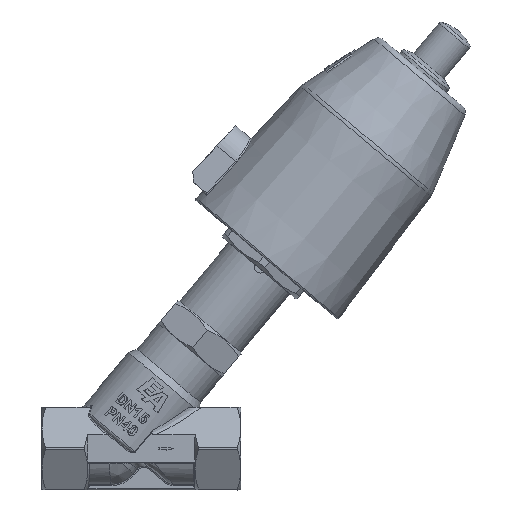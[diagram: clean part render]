
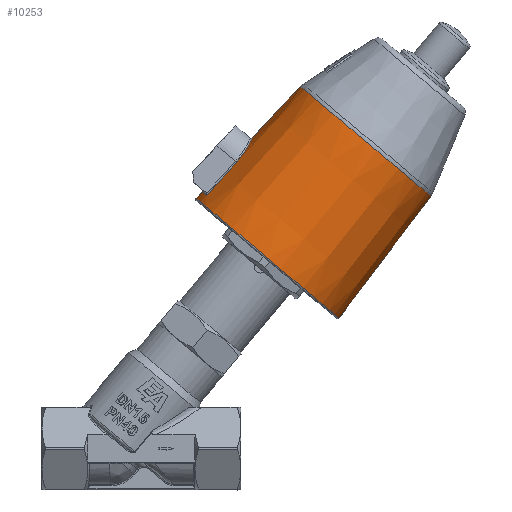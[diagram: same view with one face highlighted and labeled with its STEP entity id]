
A CAD part, top view. The second image highlights one B-rep face of the part: STEP entity #10253.
In plain terms, the highlighted conical face has half-angle 3 degrees and reference radius 29.163 mm.
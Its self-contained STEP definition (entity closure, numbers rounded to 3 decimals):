
#125=CONICAL_SURFACE('',#11197,29.163,0.052);
#698=B_SPLINE_CURVE_WITH_KNOTS('',3,(#40702,#40703,#40704,#40705),
 .UNSPECIFIED.,.F.,.F.,(4,4),(-1.856,-0.398),
 .UNSPECIFIED.);
#699=B_SPLINE_CURVE_WITH_KNOTS('',3,(#40707,#40708,#40709,#40710,#40711,
#40712,#40713),.UNSPECIFIED.,.F.,.F.,(4,1,1,1,4),(-1.517,-1.3,
-0.65,-0.433,0.),.UNSPECIFIED.);
#700=B_SPLINE_CURVE_WITH_KNOTS('',3,(#40722,#40723,#40724,#40725,#40726,
#40727,#40728),.UNSPECIFIED.,.F.,.F.,(4,1,1,1,4),(-3.034,-2.601,
-2.167,-1.734,-1.517),.UNSPECIFIED.);
#701=B_SPLINE_CURVE_WITH_KNOTS('',3,(#40730,#40731,#40732,#40733),
 .UNSPECIFIED.,.F.,.F.,(4,4),(-0.399,-0.391),
 .UNSPECIFIED.);
#1347=CIRCLE('',#11193,30.472);
#1348=CIRCLE('',#11194,30.472);
#1349=CIRCLE('',#11195,30.472);
#1351=CIRCLE('',#11198,30.318);
#1352=CIRCLE('',#11199,27.86);
#1353=CIRCLE('',#11200,27.86);
#1354=CIRCLE('',#11201,27.86);
#1355=CIRCLE('',#11202,30.318);
#1961=FACE_OUTER_BOUND('',#2588,.T.);
#2588=EDGE_LOOP('',(#9049,#9050,#9051,#9052,#9053,#9054,#9055,#9056,#9057,
#9058,#9059,#9060,#9061,#9062,#9063,#9064));
#3181=LINE('',#40698,#3739);
#3182=LINE('',#40715,#3740);
#3739=VECTOR('',#13282,29.163);
#3740=VECTOR('',#13285,29.163);
#4692=VERTEX_POINT('',#40688);
#4693=VERTEX_POINT('',#40690);
#4694=VERTEX_POINT('',#40692);
#4695=VERTEX_POINT('',#40697);
#4696=VERTEX_POINT('',#40699);
#4697=VERTEX_POINT('',#40701);
#4698=VERTEX_POINT('',#40706);
#4699=VERTEX_POINT('',#40714);
#4700=VERTEX_POINT('',#40716);
#4701=VERTEX_POINT('',#40718);
#4702=VERTEX_POINT('',#40721);
#4703=VERTEX_POINT('',#40729);
#6179=EDGE_CURVE('',#4692,#4693,#1347,.T.);
#6180=EDGE_CURVE('',#4693,#4694,#1348,.T.);
#6181=EDGE_CURVE('',#4694,#4692,#1349,.T.);
#6183=EDGE_CURVE('',#4693,#4695,#3181,.T.);
#6184=EDGE_CURVE('',#4696,#4695,#1351,.T.);
#6185=EDGE_CURVE('',#4697,#4696,#698,.T.);
#6186=EDGE_CURVE('',#4698,#4697,#699,.T.);
#6187=EDGE_CURVE('',#4698,#4699,#3182,.T.);
#6188=EDGE_CURVE('',#4700,#4699,#1352,.T.);
#6189=EDGE_CURVE('',#4701,#4700,#1353,.T.);
#6190=EDGE_CURVE('',#4699,#4701,#1354,.T.);
#6191=EDGE_CURVE('',#4702,#4698,#700,.T.);
#6192=EDGE_CURVE('',#4703,#4702,#701,.T.);
#6193=EDGE_CURVE('',#4695,#4703,#1355,.T.);
#9049=ORIENTED_EDGE('',*,*,#6181,.F.);
#9050=ORIENTED_EDGE('',*,*,#6180,.F.);
#9051=ORIENTED_EDGE('',*,*,#6183,.T.);
#9052=ORIENTED_EDGE('',*,*,#6184,.F.);
#9053=ORIENTED_EDGE('',*,*,#6185,.F.);
#9054=ORIENTED_EDGE('',*,*,#6186,.F.);
#9055=ORIENTED_EDGE('',*,*,#6187,.T.);
#9056=ORIENTED_EDGE('',*,*,#6188,.F.);
#9057=ORIENTED_EDGE('',*,*,#6189,.F.);
#9058=ORIENTED_EDGE('',*,*,#6190,.F.);
#9059=ORIENTED_EDGE('',*,*,#6187,.F.);
#9060=ORIENTED_EDGE('',*,*,#6191,.F.);
#9061=ORIENTED_EDGE('',*,*,#6192,.F.);
#9062=ORIENTED_EDGE('',*,*,#6193,.F.);
#9063=ORIENTED_EDGE('',*,*,#6183,.F.);
#9064=ORIENTED_EDGE('',*,*,#6179,.F.);
#10253=ADVANCED_FACE('',(#1961),#125,.T.);
#11193=AXIS2_PLACEMENT_3D('',#40691,#13272,#13273);
#11194=AXIS2_PLACEMENT_3D('',#40693,#13274,#13275);
#11195=AXIS2_PLACEMENT_3D('',#40694,#13276,#13277);
#11197=AXIS2_PLACEMENT_3D('',#40696,#13280,#13281);
#11198=AXIS2_PLACEMENT_3D('',#40700,#13283,#13284);
#11199=AXIS2_PLACEMENT_3D('',#40717,#13286,#13287);
#11200=AXIS2_PLACEMENT_3D('',#40719,#13288,#13289);
#11201=AXIS2_PLACEMENT_3D('',#40720,#13290,#13291);
#11202=AXIS2_PLACEMENT_3D('',#40734,#13292,#13293);
#13272=DIRECTION('center_axis',(0.,-1.,0.));
#13273=DIRECTION('ref_axis',(-1.,0.,0.));
#13274=DIRECTION('center_axis',(0.,-1.,0.));
#13275=DIRECTION('ref_axis',(-1.,0.,0.));
#13276=DIRECTION('center_axis',(0.,-1.,0.));
#13277=DIRECTION('ref_axis',(-1.,0.,0.));
#13280=DIRECTION('center_axis',(0.,-1.,0.));
#13281=DIRECTION('ref_axis',(1.,0.,0.));
#13282=DIRECTION('',(0.052,0.999,0.));
#13283=DIRECTION('center_axis',(0.,1.,0.));
#13284=DIRECTION('ref_axis',(-1.,0.,0.));
#13285=DIRECTION('',(0.052,0.999,0.));
#13286=DIRECTION('center_axis',(0.,1.,0.));
#13287=DIRECTION('ref_axis',(-1.,0.,0.));
#13288=DIRECTION('center_axis',(0.,1.,0.));
#13289=DIRECTION('ref_axis',(-1.,0.,0.));
#13290=DIRECTION('center_axis',(0.,1.,0.));
#13291=DIRECTION('ref_axis',(-1.,0.,0.));
#13292=DIRECTION('center_axis',(0.,1.,0.));
#13293=DIRECTION('ref_axis',(-1.,0.,0.));
#40688=CARTESIAN_POINT('',(0.,-6.288,30.472));
#40690=CARTESIAN_POINT('',(-30.472,-6.288,0.));
#40691=CARTESIAN_POINT('Origin',(0.,-6.288,0.));
#40692=CARTESIAN_POINT('',(30.472,-6.288,0.));
#40693=CARTESIAN_POINT('Origin',(0.,-6.288,0.));
#40694=CARTESIAN_POINT('Origin',(0.,-6.288,0.));
#40696=CARTESIAN_POINT('Origin',(0.,18.691,0.));
#40697=CARTESIAN_POINT('',(-30.318,-3.341,0.));
#40698=CARTESIAN_POINT('',(-29.163,18.691,0.));
#40699=CARTESIAN_POINT('',(-28.403,-3.341,-10.603));
#40700=CARTESIAN_POINT('Origin',(0.,-3.341,0.));
#40701=CARTESIAN_POINT('',(-27.877,11.204,-9.819));
#40702=CARTESIAN_POINT('Ctrl Pts',(-27.877,11.204,-9.819));
#40703=CARTESIAN_POINT('Ctrl Pts',(-28.054,6.356,-10.081));
#40704=CARTESIAN_POINT('Ctrl Pts',(-28.23,1.507,-10.342));
#40705=CARTESIAN_POINT('Ctrl Pts',(-28.403,-3.341,-10.603));
#40706=CARTESIAN_POINT('',(-29.06,20.659,0.));
#40707=CARTESIAN_POINT('Ctrl Pts',(-29.06,20.659,0.));
#40708=CARTESIAN_POINT('Ctrl Pts',(-29.06,20.659,-0.713));
#40709=CARTESIAN_POINT('Ctrl Pts',(-28.977,20.347,-3.561));
#40710=CARTESIAN_POINT('Ctrl Pts',(-28.439,18.4,-6.746));
#40711=CARTESIAN_POINT('Ctrl Pts',(-27.918,14.782,-9.152));
#40712=CARTESIAN_POINT('Ctrl Pts',(-27.824,12.645,-9.742));
#40713=CARTESIAN_POINT('Ctrl Pts',(-27.877,11.204,-9.819));
#40714=CARTESIAN_POINT('',(-27.86,43.562,0.));
#40715=CARTESIAN_POINT('',(-29.163,18.691,0.));
#40716=CARTESIAN_POINT('',(27.86,43.562,0.));
#40717=CARTESIAN_POINT('Origin',(0.,43.562,0.));
#40718=CARTESIAN_POINT('',(0.,43.562,27.86));
#40719=CARTESIAN_POINT('Origin',(0.,43.562,0.));
#40720=CARTESIAN_POINT('Origin',(0.,43.562,0.));
#40721=CARTESIAN_POINT('',(-27.877,11.204,9.819));
#40722=CARTESIAN_POINT('Ctrl Pts',(-27.877,11.204,9.819));
#40723=CARTESIAN_POINT('Ctrl Pts',(-27.824,12.645,9.742));
#40724=CARTESIAN_POINT('Ctrl Pts',(-27.953,15.503,8.955));
#40725=CARTESIAN_POINT('Ctrl Pts',(-28.572,18.863,6.149));
#40726=CARTESIAN_POINT('Ctrl Pts',(-28.995,20.424,2.848));
#40727=CARTESIAN_POINT('Ctrl Pts',(-29.06,20.658,0.711));
#40728=CARTESIAN_POINT('Ctrl Pts',(-29.06,20.659,0.));
#40729=CARTESIAN_POINT('',(-28.403,-3.341,10.603));
#40730=CARTESIAN_POINT('Ctrl Pts',(-28.403,-3.341,
10.603));
#40731=CARTESIAN_POINT('Ctrl Pts',(-28.228,1.552,10.34));
#40732=CARTESIAN_POINT('Ctrl Pts',(-28.053,6.4,10.078));
#40733=CARTESIAN_POINT('Ctrl Pts',(-27.877,11.204,9.819));
#40734=CARTESIAN_POINT('Origin',(0.,-3.341,0.));
